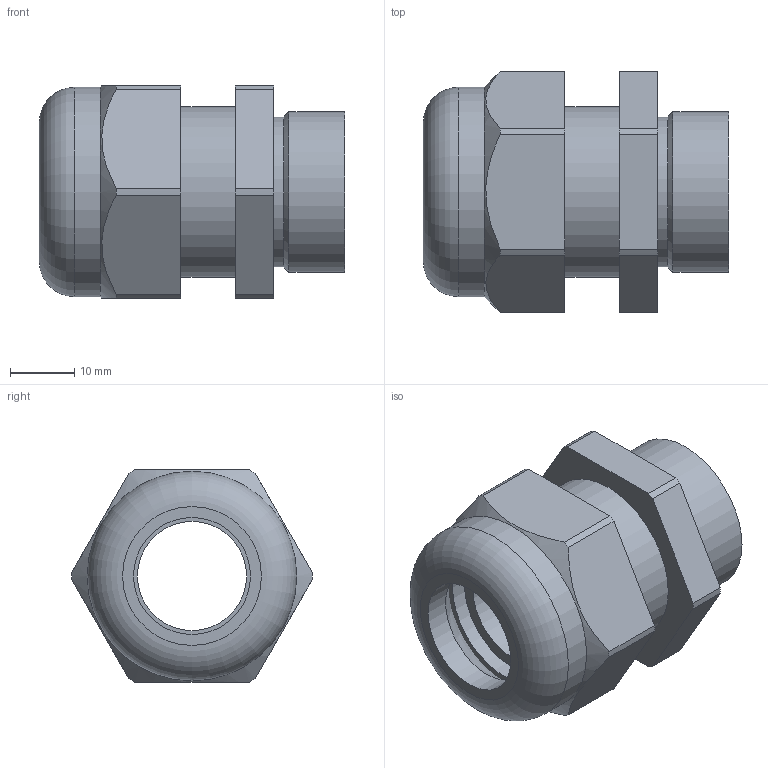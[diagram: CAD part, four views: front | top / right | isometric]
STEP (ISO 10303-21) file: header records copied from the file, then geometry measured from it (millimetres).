
FILE_DESCRIPTION (( 'STEP AP214' ), '1' );
FILE_NAME ('2022362.stp', '2022-12-15T07:15:32', ( '' ), ( '' ), 'SwSTEP 2.0', 'SolidWorks 2022', '' );
FILE_SCHEMA (( 'AUTOMOTIVE_DESIGN' ));
Length unit declared in the file: millimetre
Products named in the file (4): EV114-25-01_Gewindedarstellung; EV131-21-02_Pg21 Standard Gewinde; 2022362; EV501_M25
Assembly tree (3 placements, depth 2):
  2022362
    EV114-25-01_Gewindedarstellung
    EV501_M25
    EV131-21-02_Pg21 Standard Gewinde
Bounding box: 47.5 x 37.5 x 33 mm (x, y, z)
Volume: 19180.8 mm3; surface area: 14190.5 mm2
Topology: 3 solids, 3 shells, 53 faces, 126 edges, 83 vertices
Faces by surface type: cylinder 24, plane 22, cone 5, torus 2
Full cylindrical faces by diameter (mm): 17 x1, 18.2 x1, 18.5 x1, 20.7 x1, 22.4 x1, 23.34 x1, 24.1 x1, 25 x1, 26.55 x1, 26.6 x1, 29.25 x1, 32.6 x1
Entity records: 1647 total; most frequent: CARTESIAN_POINT 335, DIRECTION 262, ORIENTED_EDGE 198, AXIS2_PLACEMENT_3D 110, EDGE_CURVE 99, EDGE_LOOP 82, VERTEX_POINT 75, FACE_OUTER_BOUND 67
